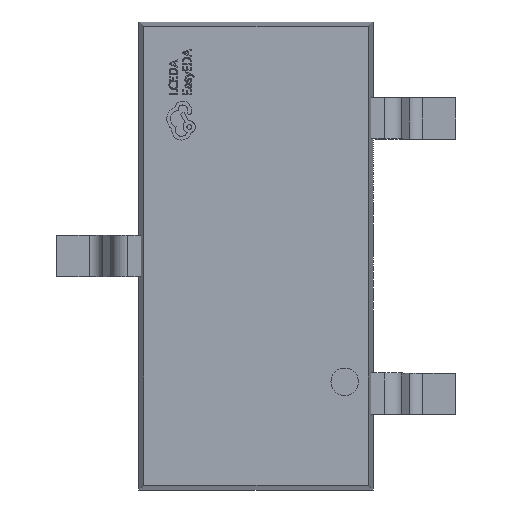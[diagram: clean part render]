
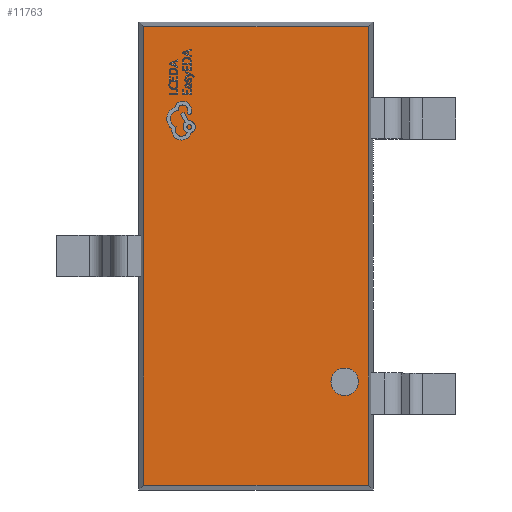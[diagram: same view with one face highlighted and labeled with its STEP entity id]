
A CAD part, top view. The second image highlights one B-rep face of the part: STEP entity #11763.
In plain terms, the highlighted planar face has unit normal (0, 0, 1).
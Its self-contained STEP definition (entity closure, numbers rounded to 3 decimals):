
#168 = VECTOR ( 'NONE', #11908, 1000. ) ;
#487 = CARTESIAN_POINT ( 'NONE',  ( -0.408, 0.833, 0.2 ) ) ;
#775 = DIRECTION ( 'NONE',  ( 0., -1., 0. ) ) ;
#1068 = VERTEX_POINT ( 'NONE', #487 ) ;
#1250 = CIRCLE ( 'NONE', #2851, 0.05 ) ;
#1270 = VERTEX_POINT ( 'NONE', #7824 ) ;
#2011 = DIRECTION ( 'NONE',  ( 1., 0., 0. ) ) ;
#2519 = ORIENTED_EDGE ( 'NONE', *, *, #3968, .T. ) ;
#2851 = AXIS2_PLACEMENT_3D ( 'NONE', #4861, #3457, #11319 ) ;
#2972 = DIRECTION ( 'NONE',  ( 1., 0., 0. ) ) ;
#3102 = CARTESIAN_POINT ( 'NONE',  ( -0.408, -0.85, 0.2 ) ) ;
#3112 = EDGE_LOOP ( 'NONE', ( #4072, #4838, #2519, #9753 ) ) ;
#3457 = DIRECTION ( 'NONE',  ( 0., 0., 1. ) ) ;
#3833 = CARTESIAN_POINT ( 'NONE',  ( -0.408, -0.833, 0.2 ) ) ;
#3918 = CARTESIAN_POINT ( 'NONE',  ( 0.408, 0.833, 0.2 ) ) ;
#3968 = EDGE_CURVE ( 'NONE', #1270, #9630, #12908, .T. ) ;
#4072 = ORIENTED_EDGE ( 'NONE', *, *, #13296, .T. ) ;
#4076 = DIRECTION ( 'NONE',  ( -1., 0., 0. ) ) ;
#4159 = CARTESIAN_POINT ( 'NONE',  ( 0.425, 0.833, 0.2 ) ) ;
#4362 = CARTESIAN_POINT ( 'NONE',  ( 0.272, -0.457, 0.2 ) ) ;
#4775 = VERTEX_POINT ( 'NONE', #8893 ) ;
#4785 = VECTOR ( 'NONE', #4076, 1000. ) ;
#4838 = ORIENTED_EDGE ( 'NONE', *, *, #14885, .T. ) ;
#4861 = CARTESIAN_POINT ( 'NONE',  ( 0.322, -0.457, 0.2 ) ) ;
#5900 = FACE_BOUND ( 'NONE', #14399, .T. ) ;
#6914 = AXIS2_PLACEMENT_3D ( 'NONE', #13266, #8343, #2011 ) ;
#7581 = VECTOR ( 'NONE', #775, 1000. ) ;
#7824 = CARTESIAN_POINT ( 'NONE',  ( 0.408, -0.833, 0.2 ) ) ;
#8343 = DIRECTION ( 'NONE',  ( 0., 0., 1. ) ) ;
#8435 = VERTEX_POINT ( 'NONE', #4362 ) ;
#8715 = CARTESIAN_POINT ( 'NONE',  ( 0.425, -0.833, 0.2 ) ) ;
#8893 = CARTESIAN_POINT ( 'NONE',  ( 0.372, -0.457, 0.2 ) ) ;
#9044 = LINE ( 'NONE', #8715, #15045 ) ;
#9207 = DIRECTION ( 'NONE',  ( 0., 0., 1. ) ) ;
#9340 = LINE ( 'NONE', #3102, #7581 ) ;
#9362 = CARTESIAN_POINT ( 'NONE',  ( 0.408, -0.85, 0.2 ) ) ;
#9387 = ORIENTED_EDGE ( 'NONE', *, *, #13006, .F. ) ;
#9630 = VERTEX_POINT ( 'NONE', #3918 ) ;
#9637 = EDGE_CURVE ( 'NONE', #9630, #1068, #11700, .T. ) ;
#9753 = ORIENTED_EDGE ( 'NONE', *, *, #9637, .T. ) ;
#9925 = AXIS2_PLACEMENT_3D ( 'NONE', #12733, #9207, #2972 ) ;
#10884 = PLANE ( 'NONE',  #6914 ) ;
#11319 = DIRECTION ( 'NONE',  ( 1., 0., 0. ) ) ;
#11700 = LINE ( 'NONE', #4159, #4785 ) ;
#11749 = ORIENTED_EDGE ( 'NONE', *, *, #13162, .F. ) ;
#11763 = ADVANCED_FACE ( 'NONE', ( #5900, #14680 ), #10884, .T. ) ;
#11908 = DIRECTION ( 'NONE',  ( 0., 1., 0. ) ) ;
#12733 = CARTESIAN_POINT ( 'NONE',  ( 0.322, -0.457, 0.2 ) ) ;
#12908 = LINE ( 'NONE', #9362, #168 ) ;
#13006 = EDGE_CURVE ( 'NONE', #4775, #8435, #15696, .T. ) ;
#13162 = EDGE_CURVE ( 'NONE', #8435, #4775, #1250, .T. ) ;
#13266 = CARTESIAN_POINT ( 'NONE',  ( 0., 0., 0.2 ) ) ;
#13296 = EDGE_CURVE ( 'NONE', #1068, #15632, #9340, .T. ) ;
#14051 = DIRECTION ( 'NONE',  ( 1., 0., 0. ) ) ;
#14399 = EDGE_LOOP ( 'NONE', ( #9387, #11749 ) ) ;
#14680 = FACE_OUTER_BOUND ( 'NONE', #3112, .T. ) ;
#14885 = EDGE_CURVE ( 'NONE', #15632, #1270, #9044, .T. ) ;
#15045 = VECTOR ( 'NONE', #14051, 1000. ) ;
#15632 = VERTEX_POINT ( 'NONE', #3833 ) ;
#15696 = CIRCLE ( 'NONE', #9925, 0.05 ) ;
